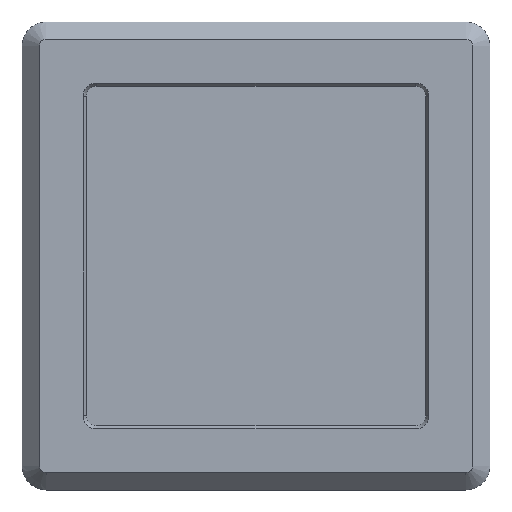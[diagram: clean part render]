
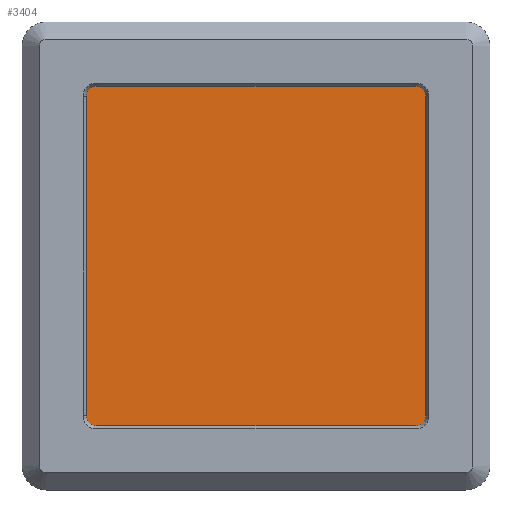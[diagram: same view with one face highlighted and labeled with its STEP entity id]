
A CAD part, top view. The second image highlights one B-rep face of the part: STEP entity #3404.
In plain terms, the highlighted planar face has unit normal (0, 0, 1).
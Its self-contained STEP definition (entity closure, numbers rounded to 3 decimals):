
#644 = LINE ( 'NONE', #645, #1967 ) ;
#645 = CARTESIAN_POINT ( 'NONE',  ( -53., 53., 0. ) ) ;
#646 = DIRECTION ( 'NONE',  ( -1., 0., 0. ) ) ;
#659 = LINE ( 'NONE', #660, #1976 ) ;
#660 = CARTESIAN_POINT ( 'NONE',  ( -53., -53., 0. ) ) ;
#661 = DIRECTION ( 'NONE',  ( 0., -1., 0. ) ) ;
#834 = CARTESIAN_POINT ( 'NONE',  ( 53., 53., 0. ) ) ;
#835 = CARTESIAN_POINT ( 'NONE',  ( 53., -53., 0. ) ) ;
#836 = CARTESIAN_POINT ( 'NONE',  ( -53., -53., 0. ) ) ;
#1648 = LINE ( 'NONE', #1649, #1858 ) ;
#1649 = CARTESIAN_POINT ( 'NONE',  ( 53., -53., 0. ) ) ;
#1650 = DIRECTION ( 'NONE',  ( 0., 1., 0. ) ) ;
#1651 = LINE ( 'NONE', #1652, #1860 ) ;
#1652 = CARTESIAN_POINT ( 'NONE',  ( -53., -53., 0. ) ) ;
#1653 = DIRECTION ( 'NONE',  ( 1., 0., 0. ) ) ;
#1858 = VECTOR ( 'NONE', #1650, 1000. ) ;
#1860 = VECTOR ( 'NONE', #1653, 1000. ) ;
#1967 = VECTOR ( 'NONE', #646, 1000. ) ;
#1976 = VECTOR ( 'NONE', #661, 1000. ) ;
#2434 = CARTESIAN_POINT ( 'NONE',  ( -53., 53., 0. ) ) ;
#3404 = ADVANCED_FACE ( 'NONE', ( #3732 ), #5238, .F. ) ;
#3732 = FACE_OUTER_BOUND ( 'NONE', #5849, .T. ) ;
#3753 = AXIS2_PLACEMENT_3D ( 'NONE', #5239, #5240, #5241 ) ;
#3772 = EDGE_CURVE ( 'NONE', #5332, #5331, #1648, .T. ) ;
#3791 = EDGE_CURVE ( 'NONE', #5333, #5332, #1651, .T. ) ;
#3901 = EDGE_CURVE ( 'NONE', #5331, #6366, #644, .T. ) ;
#3909 = EDGE_CURVE ( 'NONE', #6366, #5333, #659, .T. ) ;
#5238 = PLANE ( 'NONE',  #3753 ) ;
#5239 = CARTESIAN_POINT ( 'NONE',  ( 0., 0., 0. ) ) ;
#5240 = DIRECTION ( 'NONE',  ( 0., 0., -1. ) ) ;
#5241 = DIRECTION ( 'NONE',  ( -1., 0., 0. ) ) ;
#5331 = VERTEX_POINT ( 'NONE', #834 ) ;
#5332 = VERTEX_POINT ( 'NONE', #835 ) ;
#5333 = VERTEX_POINT ( 'NONE', #836 ) ;
#5849 = EDGE_LOOP ( 'NONE', ( #6357, #6358, #6359, #6356 ) ) ;
#6356 = ORIENTED_EDGE ( 'NONE', *, *, #3791, .T. ) ;
#6357 = ORIENTED_EDGE ( 'NONE', *, *, #3772, .T. ) ;
#6358 = ORIENTED_EDGE ( 'NONE', *, *, #3901, .T. ) ;
#6359 = ORIENTED_EDGE ( 'NONE', *, *, #3909, .T. ) ;
#6366 = VERTEX_POINT ( 'NONE', #2434 ) ;
